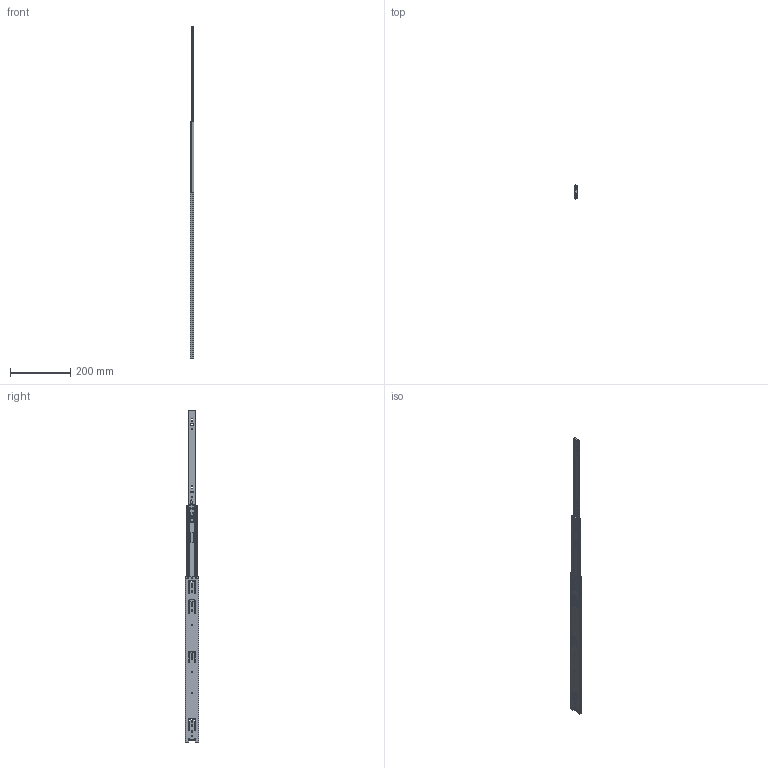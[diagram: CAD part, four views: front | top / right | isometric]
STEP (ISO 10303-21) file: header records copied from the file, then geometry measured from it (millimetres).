
FILE_DESCRIPTION (( 'STEP AP214' ), '1' );
FILE_NAME ('FR_5046_US.0550mm_22inch_open.STEP', '2022-10-31T08:11:47', ( '' ), ( '' ), 'SwSTEP 2.0', 'SolidWorks 2020', '' );
FILE_SCHEMA (( 'AUTOMOTIVE_DESIGN' ));
Length unit declared in the file: millimetre
Products named in the file (11): 5046.XXX-01.C000A_NL  550; AHS; Anschlag Mittelprofiel; 5046.XXX-03.C000A_NL  550; 5046.XXX-02.C000A_NL  550; Anschlag hinten; FR_5046_US.0550mm_22inch_open; Niete
Assembly tree (10 placements, depth 3):
  FR_5046_US.0550mm_22inch_open
    5046.XXX-01.C000A_NL  550
      5046.XXX-01.C000A_NL  550
      Anschlag hinten
    5046.XXX-02.C000A_NL  550
      5046.XXX-02.C000A_NL  550
      Anschlag Mittelprofiel
    5046.XXX-03.C000A_NL  550
      5046.XXX-03.C000A_NL  550
      AHS
      Niete
Bounding box: 12.7 x 45.46 x 1100 mm (x, y, z)
Volume: 105022.2 mm3; surface area: 174273.2 mm2
Topology: 7 solids, 7 shells, 695 faces, 1768 edges, 1082 vertices
Faces by surface type: plane 361, cylinder 270, torus 33, bspline 22, cone 6, sphere 3
Entity records: 21892 total; most frequent: CARTESIAN_POINT 4384, DIRECTION 3682, ORIENTED_EDGE 3530, EDGE_CURVE 1765, AXIS2_PLACEMENT_3D 1302, VERTEX_POINT 1082, VECTOR 1078, LINE 1078
